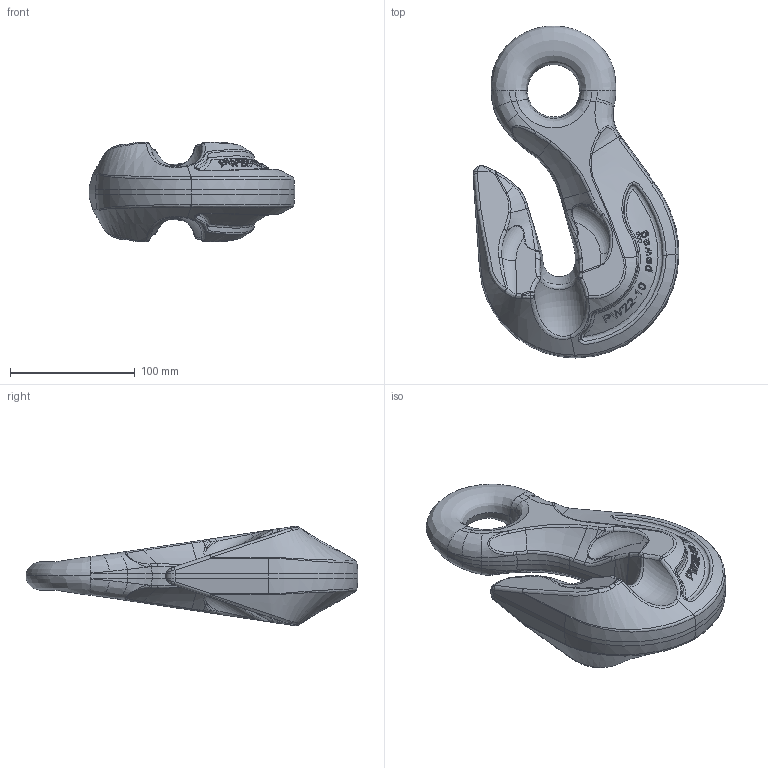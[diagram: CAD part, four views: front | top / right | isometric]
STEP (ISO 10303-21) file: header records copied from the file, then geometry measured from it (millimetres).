
FILE_DESCRIPTION(/* description */ (''),/* implementation_level */ '2;1');
FILE_NAME(/* name */ 'pewag_PW_22.stp',/* time_stamp */ '2022-07-01T11:06:51+02:00',/* author */ (''),/* organization */ (''),/* preprocessor_version */ 'ST-DEVELOPER v16',/* originating_system */ 'SIEMENS PLM Software NX 11.0',/* authorisation */ '');
FILE_SCHEMA (('AUTOMOTIVE_DESIGN { 1 0 10303 214 3 1 1 1 }'));
Length unit declared in the file: millimetre
Products named in the file (1): KSE44B0A9CF4rt8
Bounding box: 164.98 x 265.95 x 79.96 mm (x, y, z)
Volume: 1031521.5 mm3; surface area: 87137.4 mm2
Topology: 1 solids, 1 shells, 447 faces, 1119 edges, 687 vertices
Faces by surface type: bspline 186, plane 93, extrusion 60, cylinder 40, cone 30, sphere 28, torus 10
Entity records: 33135 total; most frequent: CARTESIAN_POINT 24327, ORIENTED_EDGE 2194, DIRECTION 1156, EDGE_CURVE 1097, B_SPLINE_CURVE_WITH_KNOTS 708, VERTEX_POINT 673, EDGE_LOOP 470, ADVANCED_FACE 447
